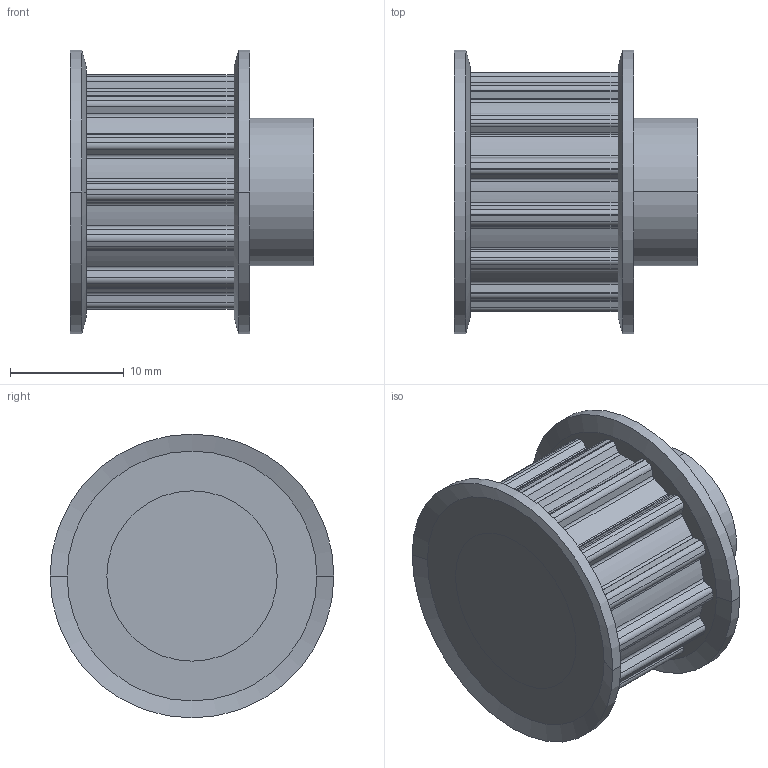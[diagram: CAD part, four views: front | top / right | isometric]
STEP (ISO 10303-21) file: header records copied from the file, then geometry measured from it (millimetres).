
FILE_DESCRIPTION(('HOOPS Exchange Step'),'2;1');
FILE_NAME('export-CCD05F39-C9FC-455C-9DC9-4474827ACF93.stp','2024-01-25T15:35:45+01:00',('Engineering'),('Alibre'),'HOOPS Exchange 2021.0','Alibre','Unknown authorisation');
FILE_SCHEMA( ('AP242_MANAGED_MODEL_BASED_3D_ENGINEERING_MIM_LF {1 0 10303 442 1 1 4 }') );
Length unit declared in the file: millimetre
Products named in the file (3): 6561-1 AT5 Pulley 21-AT5 Z=14 for 10mm wide belts BODY; 6561-2 AT5 Pulley 21-AT5 Z=14 for 10mm wide belts FLANGE; 6561 AT5 Pulley 21-AT5 Z=14 for 10mm wide belts
Assembly tree (3 placements, depth 2):
  6561 AT5 Pulley 21-AT5 Z=14 for 10mm wide belts
    6561-1 AT5 Pulley 21-AT5 Z=14 for 10mm wide belts BODY
    6561-2 AT5 Pulley 21-AT5 Z=14 for 10mm wide belts FLANGE  x2
Bounding box: 21.4 x 25 x 25 mm (x, y, z)
Volume: 5723.9 mm3; surface area: 3487.5 mm2
Topology: 3 solids, 3 shells, 169 faces, 472 edges, 312 vertices
Faces by surface type: cylinder 124, plane 37, cone 8
Entity records: 5417 total; most frequent: DIRECTION 1032, CARTESIAN_POINT 920, ORIENTED_EDGE 904, EDGE_CURVE 452, AXIS2_PLACEMENT_3D 412, VERTEX_POINT 300, CIRCLE 244, VECTOR 208
